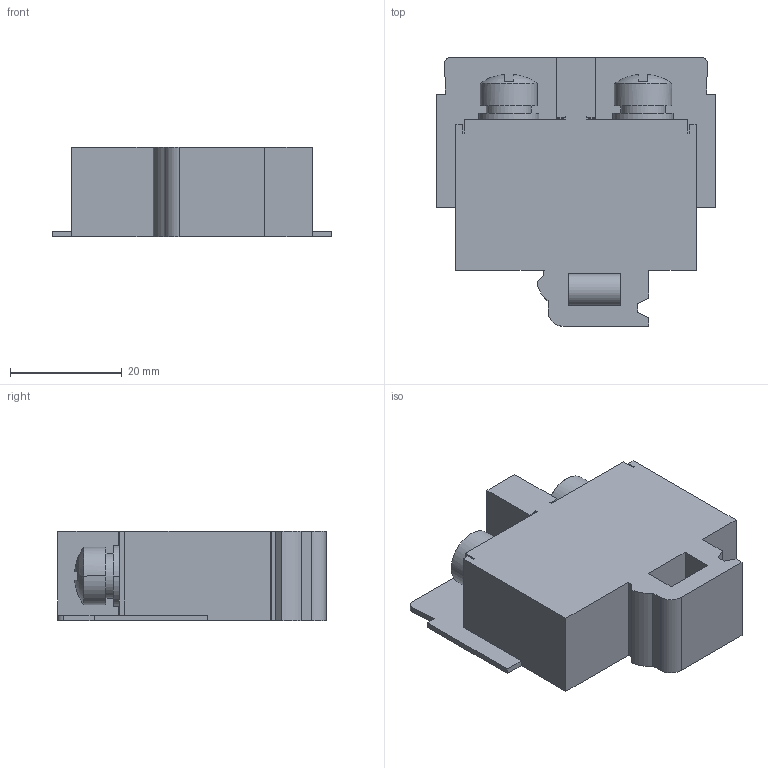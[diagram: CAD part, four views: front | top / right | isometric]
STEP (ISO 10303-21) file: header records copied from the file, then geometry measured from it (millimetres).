
FILE_DESCRIPTION((''),'2;1');
FILE_NAME('JF5-10','2023-11-07T',('dell'),(''),'PRO/ENGINEER BY PARAMETRIC TECHNOLOGY CORPORATION, 2013230','PRO/ENGINEER BY PARAMETRIC TECHNOLOGY CORPORATION, 2013230','');
FILE_SCHEMA(('AUTOMOTIVE_DESIGN { 1 0 10303 214 1 1 1 1 }'));
Length unit declared in the file: millimetre
Products named in the file (1): JF5-10
Bounding box: 50 x 48 x 16 mm (x, y, z)
Volume: 23653.4 mm3; surface area: 8199.5 mm2
Topology: 1 solids, 1 shells, 106 faces, 287 edges, 187 vertices
Faces by surface type: plane 82, cylinder 21, sphere 3
Entity records: 3469 total; most frequent: CARTESIAN_POINT 678, ORIENTED_EDGE 574, DIRECTION 551, EDGE_CURVE 287, VECTOR 211, LINE 211, VERTEX_POINT 187, AXIS2_PLACEMENT_3D 170
